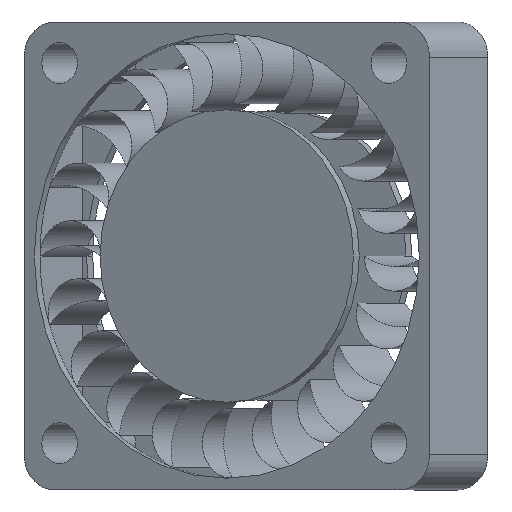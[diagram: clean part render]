
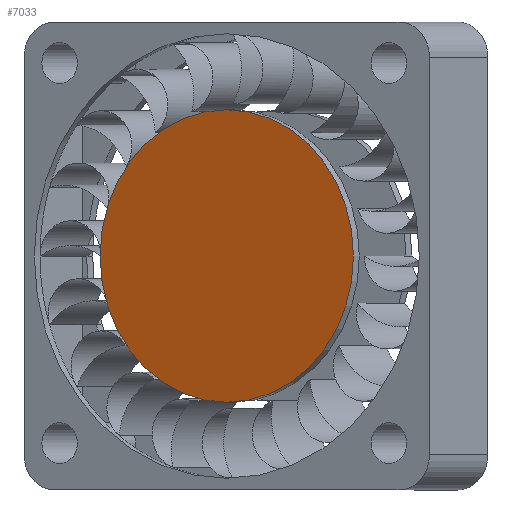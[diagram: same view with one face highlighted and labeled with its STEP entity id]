
A CAD part, left-side view. The second image highlights one B-rep face of the part: STEP entity #7033.
In plain terms, the highlighted face is planar.
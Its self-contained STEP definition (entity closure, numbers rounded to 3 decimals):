
#5418 = CYLINDRICAL_SURFACE('',#5419,12.5);
#5419 = AXIS2_PLACEMENT_3D('',#5420,#5421,#5422);
#5420 = CARTESIAN_POINT('',(0.,0.,10.));
#5421 = DIRECTION('',(0.,0.,1.));
#5422 = DIRECTION('',(1.,0.,0.));
#6974 = EDGE_CURVE('',#6975,#6975,#6977,.T.);
#6975 = VERTEX_POINT('',#6976);
#6976 = CARTESIAN_POINT('',(12.5,0.,10.));
#6977 = SURFACE_CURVE('',#6978,(#6983,#6990),.PCURVE_S1.);
#6978 = CIRCLE('',#6979,12.5);
#6979 = AXIS2_PLACEMENT_3D('',#6980,#6981,#6982);
#6980 = CARTESIAN_POINT('',(0.,0.,10.));
#6981 = DIRECTION('',(0.,0.,1.));
#6982 = DIRECTION('',(1.,0.,0.));
#6983 = PCURVE('',#5418,#6984);
#6984 = DEFINITIONAL_REPRESENTATION('',(#6985),#6989);
#6985 = LINE('',#6986,#6987);
#6986 = CARTESIAN_POINT('',(0.,0.));
#6987 = VECTOR('',#6988,1.);
#6988 = DIRECTION('',(1.,0.));
#6989 = ( GEOMETRIC_REPRESENTATION_CONTEXT(2) 
PARAMETRIC_REPRESENTATION_CONTEXT() REPRESENTATION_CONTEXT('2D SPACE',''
  ) );
#6990 = PCURVE('',#6991,#6996);
#6991 = PLANE('',#6992);
#6992 = AXIS2_PLACEMENT_3D('',#6993,#6994,#6995);
#6993 = CARTESIAN_POINT('',(-20.,-20.,10.));
#6994 = DIRECTION('',(0.,0.,-1.));
#6995 = DIRECTION('',(-1.,0.,0.));
#6996 = DEFINITIONAL_REPRESENTATION('',(#6997),#7005);
#6997 = ( BOUNDED_CURVE() B_SPLINE_CURVE(2,(#6998,#6999,#7000,#7001,
#7002,#7003,#7004),.UNSPECIFIED.,.F.,.F.) B_SPLINE_CURVE_WITH_KNOTS((1,2
    ,2,2,2,1),(-2.094,0.,2.094,4.189,
6.283,8.378),.UNSPECIFIED.) CURVE() 
GEOMETRIC_REPRESENTATION_ITEM() RATIONAL_B_SPLINE_CURVE((1.,0.5,1.,0.5,
1.,0.5,1.)) REPRESENTATION_ITEM('') );
#6998 = CARTESIAN_POINT('',(-32.5,20.));
#6999 = CARTESIAN_POINT('',(-32.5,41.651));
#7000 = CARTESIAN_POINT('',(-13.75,30.825));
#7001 = CARTESIAN_POINT('',(5.,20.));
#7002 = CARTESIAN_POINT('',(-13.75,9.175));
#7003 = CARTESIAN_POINT('',(-32.5,-1.651));
#7004 = CARTESIAN_POINT('',(-32.5,20.));
#7005 = ( GEOMETRIC_REPRESENTATION_CONTEXT(2) 
PARAMETRIC_REPRESENTATION_CONTEXT() REPRESENTATION_CONTEXT('2D SPACE',''
  ) );
#7033 = ADVANCED_FACE('',(#7034),#6991,.F.);
#7034 = FACE_BOUND('',#7035,.F.);
#7035 = EDGE_LOOP('',(#7036));
#7036 = ORIENTED_EDGE('',*,*,#6974,.F.);
